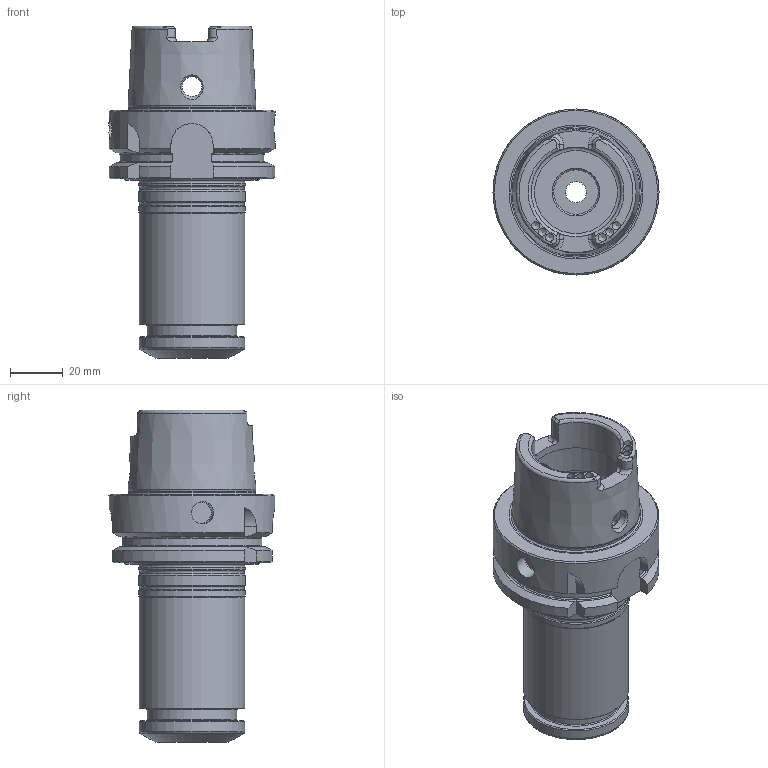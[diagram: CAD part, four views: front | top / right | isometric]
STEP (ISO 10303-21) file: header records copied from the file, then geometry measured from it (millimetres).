
FILE_DESCRIPTION(/* description */ (''),/* implementation_level */ '2;1');
FILE_NAME(/* name */ '456372550.stp',/* time_stamp */ '2021-01-08T12:25:16',/* author */ ('LRA'),/* organization */ ('REGO-FIX'),/* preprocessor_version */ ' Unknown',/* originating_system */ 'SIEMENS PLM Software Solid Edge ST10',/* authorization */ 'Unknown');
FILE_SCHEMA (('AUTOMOTIVE_DESIGN { 1 0 10303 214 2 1 1}'));
Length unit declared in the file: millimetre
Products named in the file (1): NOCUT
Bounding box: 63 x 63 x 126 mm (x, y, z)
Volume: 133739.2 mm3; surface area: 36545.2 mm2
Topology: 1 solids, 1 shells, 161 faces, 419 edges, 266 vertices
Faces by surface type: plane 48, cylinder 44, cone 42, torus 27
Full cylindrical faces by diameter (mm): 3 x6, 7.5 x2, 8 x1, 8.5 x1, 10 x1, 16.917 x1, 20 x1, 25 x1, 34 x3, 40 x3, 40.5 x3, 48.129 x1, 63 x1
Entity records: 5758 total; most frequent: CARTESIAN_POINT 1182, DIRECTION 700, ORIENTED_EDGE 632, EDGE_CURVE 316, AXIS2_PLACEMENT_3D 305, FACE_BOUND 249, EDGE_LOOP 243, VERTEX_POINT 239
